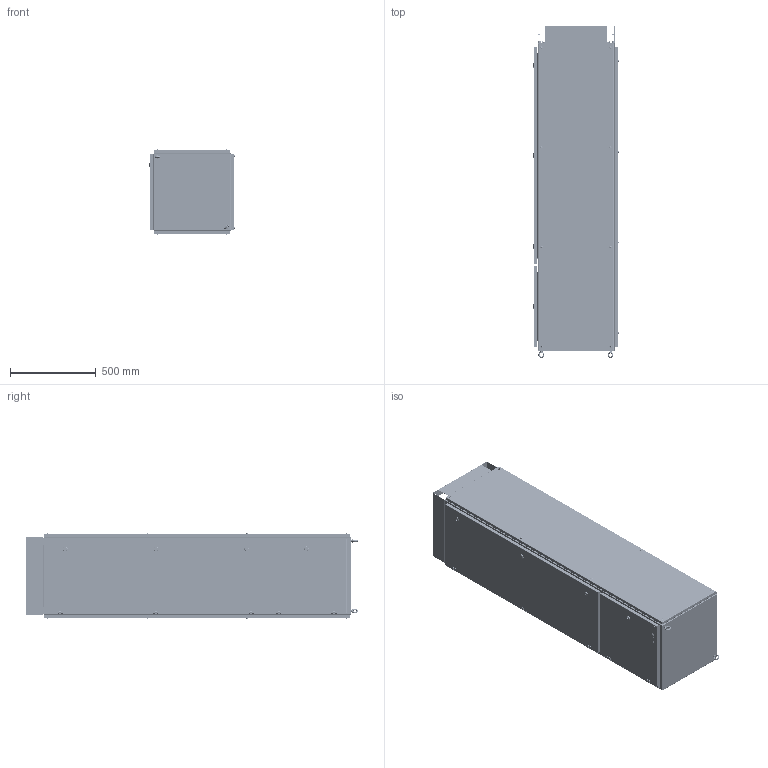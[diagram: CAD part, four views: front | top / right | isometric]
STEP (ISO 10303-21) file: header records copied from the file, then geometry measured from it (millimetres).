
FILE_DESCRIPTION (( 'STEP AP214' ), '1' );
FILE_NAME ('mb15-13-54m ÌÈ-2032.00.00.000 Êàðêàñ ÂÐÓ-2 Unit S ñâàðíîé (1800õ450õ450) IP54 EKF PROxima.STEP', '2021-11-15T11:03:31', ( '' ), ( '' ), 'SwSTEP 2.0', 'SolidWorks 2021', '' );
FILE_SCHEMA (( 'AUTOMOTIVE_DESIGN' ));
Length unit declared in the file: millimetre
Products named in the file (56): plain washer grade a_din_Washer DIN 125 - A 5.3; hex flange nut_din_Hexagon Flange Nut DIN 6923 - M6 - N; ÌÈ-2032.01.01.001 Ïåðåãîðîäêà; ÌÈ-2026.01.00.001 Øâåëëåð áîêîâîé; ÌÈ-2032.03.00.000 Äâåðü íèæíÿÿ â ñáîðå; ��-2032.01.00.002 ������ �������_�ࠢ��; 暑朦鲱 箫腩蝽栩咫铄 梦岩 9833-73; ÌÈ-2026.01.00.002 Ñòîéêà óãëîâàÿ; Çàìîê áîëüøîé; Íàêëåéêà_ìîëíèÿ; 昈-2026.01.00.005 扰鍙欙樥燲DefaultSM-FLAT-PATTERN; ÌÈ-2026.06.00.000 Öîêîëü â ñáîðå; mb15-13-54m ÌÈ-2032.00.00.000 Êàðêàñ ÂÐÓ-2 Unit S ñâàðíîé (1800õ450õ450) IP54 EKF PROxima; ÌÈ-2026.03.00.000 Ñòåíêà áîêîâàÿ â ñáîðå; eyebolt580_din_Eyebolt DIN 358-M8-N; 昈-2262.01.01.001 赶鎀鍧; ÌÈ-2026.03.00.001 Ñòåíêà áîêîâàÿ; ÓÊ ÌÈ-2032 íà äâåðü íèæí; ÓÊ ÌÈ-2026 íà áîêîâóþ ñòåíêó; ÌÈ-2026.01.01.001 Áàëêà; pan head cross recess screw_din_DIN EN ISO 7045 - M4 x 6 - Z - 6N; ÓÊ ÌÈ-2032 íà äâåðü âåðõí; ÌÈ-2032.01.00.001 Ïîëêà 450; hex flange bolt_din_DIN 6921 - M8 x 16 x 16-N; hex nut gradec_din_Hexagon Nut ISO 4034 - M8 - N; hex screw gradeab_din_DIN EN 24017 - M8 x 16-N; ÌÈ-2032.02.00.000 Äâåðü âåðõíÿÿ â ñáîðå; ÌÈ-2026.06.00.001 Øâåëëåð áîêîâîé; 邮 倘-2026 磬 耱屙牦 玎漤; plain washer grade a_din_PreviewCfg; ÌÈ-2032.01.01.000 Ïåðåãîðîäêà â ñáîðå; ïåòëÿ 1-1; Øàéáà êðîâåëüíàÿ 7õ14; Øïèëüêà Ì6õ12; ÌÈ-2026.06.01.000 Øâåëëåð ïåðåäíèé â ñáîðå; ÌÈ-2026.05.00.001 Ôàëüøïàíåëü; ÌÈ-2026.01.00.004 Ðåéêà; ïåòëÿ êîðïóñà-1; ÌÈ-2032.02.00.001 Äâåðü âåðõíÿÿ; ÌÈ-2026.04.00.000 Ñòåíêà çàäíÿÿ â ñáîðå ...
Assembly tree (199 placements, depth 4):
  mb15-13-54m ÌÈ-2032.00.00.000 Êàðêàñ ÂÐÓ-2 Unit S ñâàðíîé (1800õ450õ450) IP54 EKF PROxima
    ÌÈ-2032.01.00.000 Êàðêàñ â ñáîðå
      ��-2032.01.00.002 ������ �������_�ࠢ��
      ÌÈ-2032.01.00.002 Ñòîéêà óãëîâàÿ_‹¥¢ ï
      ÌÈ-2026.01.00.002 Ñòîéêà óãëîâàÿ  x2
      ﾌﾈ-2026.01.00.003 ﾊ
      ÌÈ-2026.01.01.001 Áàëêà  x2
      ÌÈ-2026.01.00.001 Øâåëëåð áîêîâîé  x4
      ÌÈ-2026.01.00.004 Ðåéêà  x6
      ÌÈ-2026.01.01.000 Áàëêà â ñáîðå  x2
        ÌÈ-2026.01.01.001 Áàëêà
        øïèëüêà îáìåäíåííàÿ Ì6õ12
      Çàêëåïêà öèëèíäðè÷åñêàÿ Ì4 ÑÒ-Á ñ âíóòðåííåé ðåçüáîé_Œ8  x32
      ÌÈ-2032.01.01.000 Ïåðåãîðîäêà â ñáîðå
        ÌÈ-2032.01.01.001 Ïåðåãîðîäêà
        øïèëüêà îáìåäíåííàÿ Ì6õ12
      昈-2026.01.00.005 扰鍙欙樥燲DefaultSM-FLAT-PATTERN  x2
      昈-2262.01.01.001 赶鎀鍧
      ÌÈ-2032.01.00.001 Ïîëêà 450
    ÌÈ-2026.04.00.000 Ñòåíêà çàäíÿÿ â ñáîðå
      ÌÈ-2026.04.00.001 Ñòåíêà çàäíÿÿ
      邮 倘-2026 磬 耱屙牦 玎漤
    ÌÈ-2026.05.00.000 Ôàëüøïàíåëü â ñáîðå
      ÌÈ-2026.05.00.001 Ôàëüøïàíåëü
      ÓÊ ÌÈ-2026 íà ôàëüøïàíåëü
    ÌÈ-2026.03.00.000 Ñòåíêà áîêîâàÿ â ñáîðå  x2
      ÌÈ-2026.03.00.001 Ñòåíêà áîêîâàÿ
      ÓÊ ÌÈ-2026 íà áîêîâóþ ñòåíêó
    ÌÈ-2032.02.00.000 Äâåðü âåðõíÿÿ â ñáîðå
      ÌÈ-2032.02.00.001 Äâåðü âåðõíÿÿ
      ÓÊ ÌÈ-2032 íà äâåðü âåðõí
      øïèëüêà îáìåäíåííàÿ Ì6õ12
    ïåòëÿ êîðïóñà-1  x5
    ïåòëÿ 1-1  x5
    Çàìîê áîëüøîé  x4
    hex flange nut_din_Hexagon Flange Nut DIN 6923 - M6 - N  x4
    pan head cross recess screw_din_DIN EN ISO 7045 - M4 x 6 - Z - 6N  x24
    pan head cross recess screw_din_DIN EN ISO 7045 - M4 x 30 - Z - 30N  x8
    hex flange bolt_din_DIN 6921 - M8 x 16 x 16-N  x5
    Øïèëüêà Ð=1  x2
    ÌÈ-2026.06.00.000 Öîêîëü â ñáîðå
      ÌÈ-2026.06.01.000 Øâåëëåð ïåðåäíèé â ñáîðå  x2
        ÌÈ-2026.06.01.001 Øâåëëåð ïåðåäíèé
        Øïèëüêà Ì6õ12
      ÌÈ-2026.06.00.001 Øâåëëåð áîêîâîé  x2
    hex screw gradeab_din_DIN EN 24017 - M8 x 16-N  x4
    plain washer grade a_din_PreviewCfg  x4
    hex nut gradec_din_Hexagon Nut ISO 4034 - M8 - N  x6
    侲膹樥罻 EKF_00
    Íàêëåéêà_ìîëíèÿ
    ÌÈ-2032.03.00.000 Äâåðü íèæíÿÿ â ñáîðå
      ﾌﾈ-2032.03.00.001 ﾄ粢 湜跫
      ÓÊ ÌÈ-2032 íà äâåðü íèæí
      øïèëüêà îáìåäíåííàÿ Ì6õ12
    Øàéáà êðîâåëüíàÿ 7õ14  x24
    暑朦鲱 箫腩蝽栩咫铄 梦岩 9833-73  x2
    eyebolt580_din_Eyebolt DIN 358-M8-N  x2
    plain washer grade a_din_Washer DIN 125 - A 8.4  x2
    curved spring lock washer_din_Spring washer DIN 128 - A8  x2
    plain washer grade a_din_Washer DIN 125 - A 5.3  x8
Bounding box: 500.12 x 1939.5 x 500.04 mm (x, y, z)
Volume: 7125504.5 mm3; surface area: 12221966.4 mm2
Topology: 195 solids, 215 shells, 10577 faces, 27062 edges, 17234 vertices
Faces by surface type: plane 5366, cylinder 1981, bspline 1966, cone 846, torus 354, sphere 64
Entity records: 72810 total; most frequent: CARTESIAN_POINT 19485, DIRECTION 10234, ORIENTED_EDGE 10030, EDGE_CURVE 5015, AXIS2_PLACEMENT_3D 3574, VERTEX_POINT 3105, LINE 3086, VECTOR 3086
